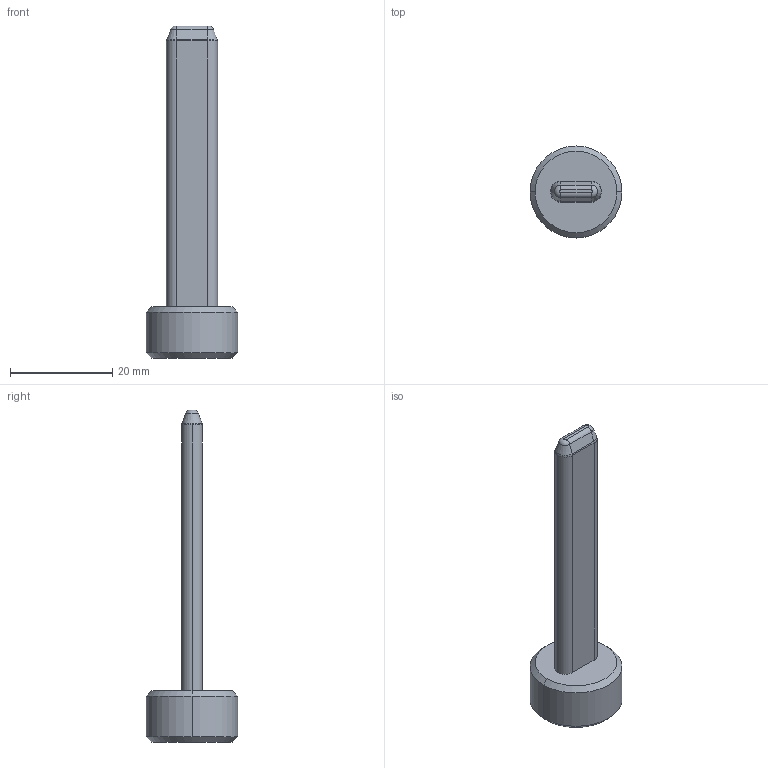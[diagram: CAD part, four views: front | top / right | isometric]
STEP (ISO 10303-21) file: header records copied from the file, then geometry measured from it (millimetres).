
FILE_DESCRIPTION(('CATIA V5 STEP Exchange','CAx-IF Rec.Pracs.--- Model Styling and Organization---1.2---2011-12-15'),'2;1');
FILE_NAME('2121R104-GOUPILLE_AMOVIBLE.stp','2019-07-15T13:00:40+00:00',('none'),('none'),'Version 5-6 Release 2012','CATIA V5 STEP AP214','none');
FILE_SCHEMA(('AUTOMOTIVE_DESIGN { 1 0 10303 214 1 1 1 1 }'));
Length unit declared in the file: millimetre
Products named in the file (1): 2121R104-GOUPILLE_AMOVIBLE
Bounding box: 18 x 18 x 65 mm (x, y, z)
Volume: 4367.3 mm3; surface area: 2450.3 mm2
Topology: 1 solids, 1 shells, 31 faces, 66 edges, 37 vertices
Faces by surface type: cylinder 12, cone 8, plane 7, torus 4
Entity records: 783 total; most frequent: CARTESIAN_POINT 129, ORIENTED_EDGE 128, DIRECTION 118, EDGE_CURVE 64, AXIS2_PLACEMENT_3D 62, VERTEX_POINT 37, CIRCLE 34, EDGE_LOOP 33
